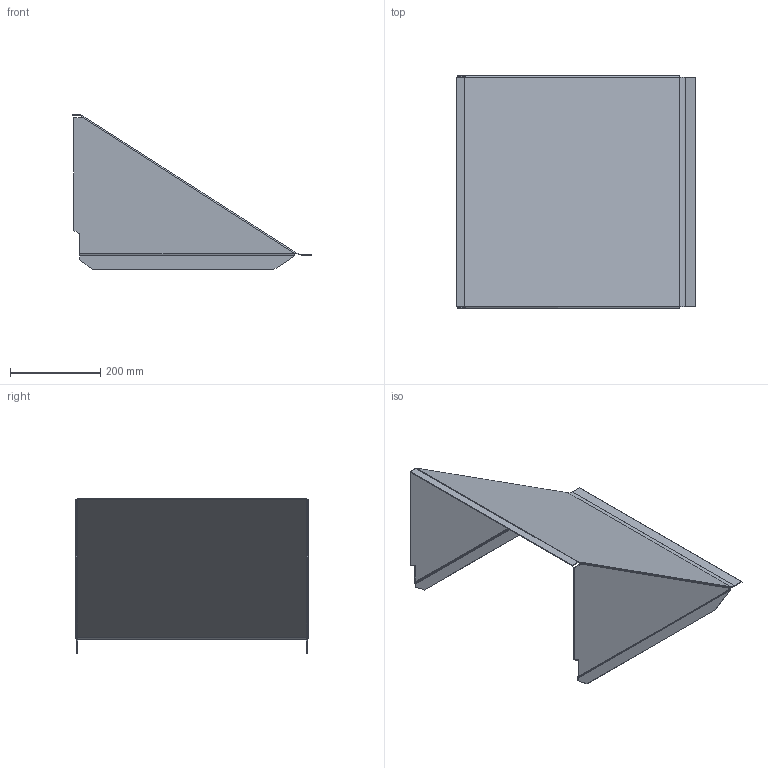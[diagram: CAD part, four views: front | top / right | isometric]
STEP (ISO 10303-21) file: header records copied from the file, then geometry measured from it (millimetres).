
FILE_DESCRIPTION(/* description */ ('CAx-IF Rec.Pracs.---Representation and Presentation of Product Manufacturing Information (PMI)---4.0---2014-10-13','CAx-IF Rec.Pracs.---3D Tessellated Geometry---0.4---2014-09-14','2;1'),/* implementation_level */ '2;1');
FILE_NAME(/* name */ 'M_Soft_Cover_2',/* time_stamp */ '2024-04-10T10:04:50+02:00',/* author */ ('Philippe COLBACH'),/* organization */ ('ETH Zurich'),/* preprocessor_version */ 'ST-DEVELOPER v18.1',/* originating_system */ 'SIEMENS PLM Software NX 1988',/* authorisation */ $);
FILE_SCHEMA (('AP242_MANAGED_MODEL_BASED_3D_ENGINEERING_MIM_LF { 1 0 10303 442 3 1 4 }'));
Length unit declared in the file: millimetre
Products named in the file (2): M_Soft_Cover_2; FlatPattern_Geometry
Assembly tree (1 placements, depth 2):
  M_Soft_Cover_2
    FlatPattern_Geometry
Bounding box: 530.16 x 514 x 342.75 mm (x, y, z)
Volume: 1004901.7 mm3; surface area: 1010548.9 mm2
Topology: 1 solids, 1 shells, 66 faces, 244 edges, 260 vertices
Faces by surface type: plane 44, cylinder 18, bspline 4
Entity records: 3704 total; most frequent: CARTESIAN_POINT 603, DIRECTION 558, ORIENTED_EDGE 328, LINE 194, VECTOR 194, AXIS2_PLACEMENT_3D 182, EDGE_CURVE 164, PRESENTATION_STYLE_ASSIGNMENT 145
